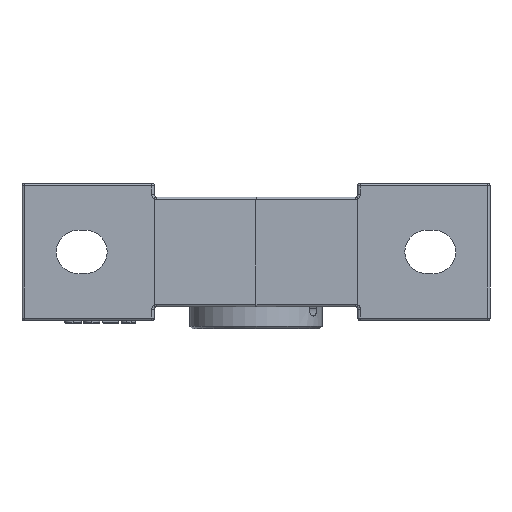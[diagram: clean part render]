
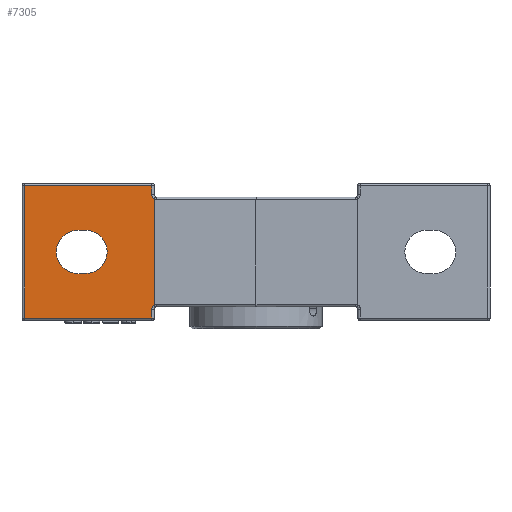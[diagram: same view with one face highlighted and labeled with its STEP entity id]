
A CAD part, front view. The second image highlights one B-rep face of the part: STEP entity #7305.
In plain terms, the highlighted planar face has unit normal (0, -1, 0).
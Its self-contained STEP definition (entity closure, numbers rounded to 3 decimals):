
#318=PLANE('',#2446);
#536=VECTOR('',#1443,1.);
#551=VECTOR('',#1468,1.);
#552=VECTOR('',#1470,1.);
#553=VECTOR('',#1471,1.);
#554=VECTOR('',#1472,1.);
#555=VECTOR('',#1473,1.);
#556=VECTOR('',#1474,1.);
#557=VECTOR('',#1475,1.);
#839=LINE('',#8929,#536);
#854=LINE('',#8965,#551);
#855=LINE('',#8967,#552);
#856=LINE('',#8970,#553);
#857=LINE('',#8972,#554);
#858=LINE('',#8974,#555);
#859=LINE('',#8981,#556);
#860=LINE('',#8988,#557);
#1137=(
BOUNDED_CURVE()
B_SPLINE_CURVE(3,(#8976,#8977,#8978,#8979),.UNSPECIFIED.,.F.,.U.)
B_SPLINE_CURVE_WITH_KNOTS((4,4),(1.571,2.618),
 .UNSPECIFIED.)
CURVE()
GEOMETRIC_REPRESENTATION_ITEM()
RATIONAL_B_SPLINE_CURVE((1.,0.911,0.911,1.))
REPRESENTATION_ITEM('')
);
#1138=(
BOUNDED_CURVE()
B_SPLINE_CURVE(3,(#8983,#8984,#8985,#8986),.UNSPECIFIED.,.F.,.U.)
B_SPLINE_CURVE_WITH_KNOTS((4,4),(3.665,4.712),
 .UNSPECIFIED.)
CURVE()
GEOMETRIC_REPRESENTATION_ITEM()
RATIONAL_B_SPLINE_CURVE((1.,0.911,0.911,1.))
REPRESENTATION_ITEM('')
);
#1438=DIRECTION('',(0.,1.,0.));
#1439=DIRECTION('',(0.,0.,8.5));
#1443=DIRECTION('',(1.,0.,0.));
#1449=DIRECTION('',(0.,1.,0.));
#1450=DIRECTION('',(0.,0.,8.5));
#1468=DIRECTION('',(1.,0.,0.));
#1469=DIRECTION('',(0.,1.,0.));
#1470=DIRECTION('',(-1.,0.,0.));
#1471=DIRECTION('',(0.,0.,-1.));
#1472=DIRECTION('',(1.,0.,0.));
#1473=DIRECTION('',(0.,0.,1.));
#1474=DIRECTION('',(0.,0.,-1.));
#1475=DIRECTION('',(0.,0.,1.));
#2437=AXIS2_PLACEMENT_3D('',#8923,#1438,#1439);
#2441=AXIS2_PLACEMENT_3D('',#8935,#1449,#1450);
#2446=AXIS2_PLACEMENT_3D('',#8966,#1469,$);
#2859=CIRCLE('',#2437,8.5);
#2861=CIRCLE('',#2441,8.5);
#3158=VERTEX_POINT('',#8918);
#3160=VERTEX_POINT('',#8922);
#3162=VERTEX_POINT('',#8927);
#3164=VERTEX_POINT('',#8933);
#3177=VERTEX_POINT('',#8968);
#3178=VERTEX_POINT('',#8969);
#3179=VERTEX_POINT('',#8971);
#3180=VERTEX_POINT('',#8973);
#3181=VERTEX_POINT('',#8975);
#3182=VERTEX_POINT('',#8980);
#3183=VERTEX_POINT('',#8982);
#3184=VERTEX_POINT('',#8987);
#3989=EDGE_CURVE('',#3158,#3160,#2859,.T.);
#3992=EDGE_CURVE('',#3162,#3158,#839,.T.);
#3995=EDGE_CURVE('',#3164,#3162,#2861,.T.);
#4009=EDGE_CURVE('',#3164,#3160,#854,.T.);
#4010=EDGE_CURVE('',#3177,#3178,#855,.T.);
#4011=EDGE_CURVE('',#3178,#3179,#856,.T.);
#4012=EDGE_CURVE('',#3179,#3180,#857,.T.);
#4013=EDGE_CURVE('',#3180,#3181,#858,.T.);
#4014=EDGE_CURVE('',#3181,#3182,#1137,.T.);
#4015=EDGE_CURVE('',#3183,#3182,#859,.T.);
#4016=EDGE_CURVE('',#3183,#3184,#1138,.T.);
#4017=EDGE_CURVE('',#3184,#3177,#860,.T.);
#4955=ORIENTED_EDGE('',*,*,#4010,.T.);
#4956=ORIENTED_EDGE('',*,*,#4011,.T.);
#4957=ORIENTED_EDGE('',*,*,#4012,.T.);
#4958=ORIENTED_EDGE('',*,*,#4013,.T.);
#4959=ORIENTED_EDGE('',*,*,#4014,.T.);
#4960=ORIENTED_EDGE('',*,*,#4015,.F.);
#4961=ORIENTED_EDGE('',*,*,#4016,.T.);
#4962=ORIENTED_EDGE('',*,*,#4017,.T.);
#4963=ORIENTED_EDGE('',*,*,#3989,.T.);
#4964=ORIENTED_EDGE('',*,*,#4009,.F.);
#4965=ORIENTED_EDGE('',*,*,#3995,.T.);
#4966=ORIENTED_EDGE('',*,*,#3992,.T.);
#6505=EDGE_LOOP('',(#4955,#4956,#4957,#4958,#4959,#4960,#4961,#4962));
#6506=EDGE_LOOP('',(#4963,#4964,#4965,#4966));
#6909=FACE_BOUND('',#6505,.T.);
#6910=FACE_BOUND('',#6506,.T.);
#7305=ADVANCED_FACE('',(#6909,#6910),#318,.F.);
#8918=CARTESIAN_POINT('',(-67.,0.,8.5));
#8922=CARTESIAN_POINT('',(-67.,0.,-8.5));
#8923=CARTESIAN_POINT('',(-67.,0.,0.));
#8927=CARTESIAN_POINT('',(-70.,0.,8.5));
#8929=CARTESIAN_POINT('',(-70.,0.,8.5));
#8933=CARTESIAN_POINT('',(-70.,0.,-8.5));
#8935=CARTESIAN_POINT('',(-70.,0.,0.));
#8965=CARTESIAN_POINT('',(-70.,0.,-8.5));
#8966=CARTESIAN_POINT('',(0.,0.,0.));
#8967=CARTESIAN_POINT('',(-41.,0.,26.));
#8968=CARTESIAN_POINT('',(-41.,0.,26.));
#8969=CARTESIAN_POINT('',(-91.,0.,26.));
#8970=CARTESIAN_POINT('',(-91.,0.,26.));
#8971=CARTESIAN_POINT('',(-91.,0.,-26.));
#8972=CARTESIAN_POINT('',(-91.,0.,-26.));
#8973=CARTESIAN_POINT('',(-41.,0.,-26.));
#8974=CARTESIAN_POINT('',(-41.,0.,-26.));
#8975=CARTESIAN_POINT('',(-41.,0.,-22.573));
#8976=CARTESIAN_POINT('',(-41.,0.,-22.573));
#8977=CARTESIAN_POINT('',(-41.,0.,-21.841));
#8978=CARTESIAN_POINT('',(-40.634,0.,-21.206));
#8979=CARTESIAN_POINT('',(-40.,0.,-20.84));
#8980=CARTESIAN_POINT('',(-40.,0.,-20.84));
#8981=CARTESIAN_POINT('',(-40.,0.,20.84));
#8982=CARTESIAN_POINT('',(-40.,0.,20.84));
#8983=CARTESIAN_POINT('',(-40.,0.,20.84));
#8984=CARTESIAN_POINT('',(-40.634,0.,21.206));
#8985=CARTESIAN_POINT('',(-41.,0.,21.841));
#8986=CARTESIAN_POINT('',(-41.,0.,22.573));
#8987=CARTESIAN_POINT('',(-41.,0.,22.573));
#8988=CARTESIAN_POINT('',(-41.,0.,22.573));
